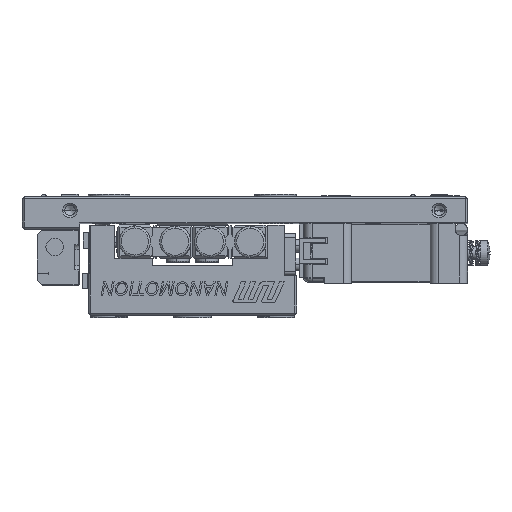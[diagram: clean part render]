
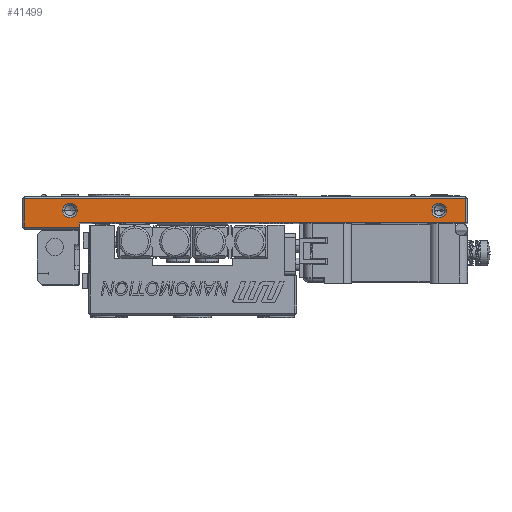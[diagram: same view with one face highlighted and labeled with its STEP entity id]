
A CAD part, top view. The second image highlights one B-rep face of the part: STEP entity #41499.
In plain terms, the highlighted planar face has unit normal (0, 0, 1).
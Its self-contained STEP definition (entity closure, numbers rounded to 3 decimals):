
#626 = EDGE_LOOP ( 'NONE', ( #75719, #88881 ) ) ;
#1932 = LINE ( 'NONE', #25175, #60670 ) ;
#2112 = AXIS2_PLACEMENT_3D ( 'NONE', #93417, #92435, #46690 ) ;
#2980 = VERTEX_POINT ( 'NONE', #43720 ) ;
#3650 = DIRECTION ( 'NONE',  ( 0., 0., 1. ) ) ;
#3775 = AXIS2_PLACEMENT_3D ( 'NONE', #96300, #3650, #11392 ) ;
#4107 = VECTOR ( 'NONE', #83673, 1000. ) ;
#5439 = LINE ( 'NONE', #87072, #13845 ) ;
#5604 = VERTEX_POINT ( 'NONE', #29669 ) ;
#7566 = VECTOR ( 'NONE', #89277, 1000. ) ;
#7615 = LINE ( 'NONE', #50130, #86556 ) ;
#8744 = CARTESIAN_POINT ( 'NONE',  ( 53., 7.9, 40. ) ) ;
#8816 = EDGE_LOOP ( 'NONE', ( #84395, #79463, #18634, #80354, #61281, #59589, #32805, #33661 ) ) ;
#9642 = VERTEX_POINT ( 'NONE', #70785 ) ;
#9702 = EDGE_CURVE ( 'NONE', #90379, #43183, #5439, .T. ) ;
#10817 = EDGE_CURVE ( 'NONE', #63041, #90379, #25712, .T. ) ;
#11392 = DIRECTION ( 'NONE',  ( 1., 0., 0. ) ) ;
#12631 = VECTOR ( 'NONE', #45101, 1000. ) ;
#13437 = EDGE_CURVE ( 'NONE', #36107, #9642, #30239, .T. ) ;
#13845 = VECTOR ( 'NONE', #72068, 1000. ) ;
#13957 = LINE ( 'NONE', #42993, #18705 ) ;
#15050 = VERTEX_POINT ( 'NONE', #39073 ) ;
#16269 = CIRCLE ( 'NONE', #49476, 1.75 ) ;
#17675 = EDGE_CURVE ( 'NONE', #5604, #2980, #67004, .T. ) ;
#18422 = DIRECTION ( 'NONE',  ( 1., 0., 0. ) ) ;
#18634 = ORIENTED_EDGE ( 'NONE', *, *, #17675, .T. ) ;
#18695 = PLANE ( 'NONE',  #43752 ) ;
#18705 = VECTOR ( 'NONE', #66111, 1000. ) ;
#20198 = CIRCLE ( 'NONE', #91480, 1.75 ) ;
#20338 = EDGE_CURVE ( 'NONE', #43183, #5604, #44746, .T. ) ;
#20341 = CARTESIAN_POINT ( 'NONE',  ( 20.89, 6.9, 40. ) ) ;
#21553 = CARTESIAN_POINT ( 'NONE',  ( 39.8, 6.9, 40. ) ) ;
#25175 = CARTESIAN_POINT ( 'NONE',  ( 53., 0., 40. ) ) ;
#25712 = LINE ( 'NONE', #21553, #4107 ) ;
#26256 = ORIENTED_EDGE ( 'NONE', *, *, #34758, .F. ) ;
#27587 = EDGE_LOOP ( 'NONE', ( #54527, #26256 ) ) ;
#29669 = CARTESIAN_POINT ( 'NONE',  ( 4.29, 6.9, 40. ) ) ;
#30179 = CIRCLE ( 'NONE', #2112, 1.75 ) ;
#30239 = CIRCLE ( 'NONE', #3775, 1.75 ) ;
#32805 = ORIENTED_EDGE ( 'NONE', *, *, #32935, .T. ) ;
#32935 = EDGE_CURVE ( 'NONE', #61645, #63041, #90277, .T. ) ;
#33661 = ORIENTED_EDGE ( 'NONE', *, *, #10817, .T. ) ;
#34758 = EDGE_CURVE ( 'NONE', #15050, #51975, #30179, .T. ) ;
#35634 = CARTESIAN_POINT ( 'NONE',  ( 53., 1., 40. ) ) ;
#36107 = VERTEX_POINT ( 'NONE', #36377 ) ;
#36377 = CARTESIAN_POINT ( 'NONE',  ( 40.25, 3.9, 40. ) ) ;
#36645 = EDGE_CURVE ( 'NONE', #85654, #71765, #13957, .T. ) ;
#39073 = CARTESIAN_POINT ( 'NONE',  ( -48.35, 3.9, 40. ) ) ;
#40949 = FACE_BOUND ( 'NONE', #27587, .T. ) ;
#41499 = ADVANCED_FACE ( 'NONE', ( #50570, #40949, #69687 ), #18695, .F. ) ;
#42535 = CARTESIAN_POINT ( 'NONE',  ( -46.6, 3.9, 40. ) ) ;
#42993 = CARTESIAN_POINT ( 'NONE',  ( 53.5, 1., 40. ) ) ;
#43183 = VERTEX_POINT ( 'NONE', #20341 ) ;
#43720 = CARTESIAN_POINT ( 'NONE',  ( -53., 6.9, 40. ) ) ;
#43752 = AXIS2_PLACEMENT_3D ( 'NONE', #87222, #87877, #49824 ) ;
#43853 = CARTESIAN_POINT ( 'NONE',  ( 0., 6.9, 40. ) ) ;
#44746 = LINE ( 'NONE', #43853, #7566 ) ;
#45101 = DIRECTION ( 'NONE',  ( -1., 0., 0. ) ) ;
#46690 = DIRECTION ( 'NONE',  ( 1., 0., 0. ) ) ;
#49476 = AXIS2_PLACEMENT_3D ( 'NONE', #42535, #79611, #18422 ) ;
#49824 = DIRECTION ( 'NONE',  ( -1., 0., 0. ) ) ;
#50130 = CARTESIAN_POINT ( 'NONE',  ( -53., 0., 40. ) ) ;
#50570 = FACE_OUTER_BOUND ( 'NONE', #8816, .T. ) ;
#51975 = VERTEX_POINT ( 'NONE', #59684 ) ;
#52454 = CARTESIAN_POINT ( 'NONE',  ( 0., 7.9, 40. ) ) ;
#54527 = ORIENTED_EDGE ( 'NONE', *, *, #60055, .F. ) ;
#55496 = CARTESIAN_POINT ( 'NONE',  ( 42., 3.9, 40. ) ) ;
#57384 = EDGE_CURVE ( 'NONE', #9642, #36107, #20198, .T. ) ;
#59589 = ORIENTED_EDGE ( 'NONE', *, *, #94576, .T. ) ;
#59684 = CARTESIAN_POINT ( 'NONE',  ( -44.85, 3.9, 40. ) ) ;
#60055 = EDGE_CURVE ( 'NONE', #51975, #15050, #16269, .T. ) ;
#60670 = VECTOR ( 'NONE', #63949, 1000. ) ;
#61281 = ORIENTED_EDGE ( 'NONE', *, *, #36645, .T. ) ;
#61645 = VERTEX_POINT ( 'NONE', #8744 ) ;
#62602 = DIRECTION ( 'NONE',  ( 1., 0., 0. ) ) ;
#63041 = VERTEX_POINT ( 'NONE', #68663 ) ;
#63949 = DIRECTION ( 'NONE',  ( 0., 1., 0. ) ) ;
#66111 = DIRECTION ( 'NONE',  ( 1., 0., 0. ) ) ;
#67004 = LINE ( 'NONE', #78029, #84867 ) ;
#68663 = CARTESIAN_POINT ( 'NONE',  ( 39.8, 7.9, 40. ) ) ;
#69687 = FACE_BOUND ( 'NONE', #626, .T. ) ;
#70785 = CARTESIAN_POINT ( 'NONE',  ( 43.75, 3.9, 40. ) ) ;
#71405 = DIRECTION ( 'NONE',  ( -1., 0., 0. ) ) ;
#71765 = VERTEX_POINT ( 'NONE', #35634 ) ;
#72068 = DIRECTION ( 'NONE',  ( -1., 0., 0. ) ) ;
#72793 = EDGE_CURVE ( 'NONE', #2980, #85654, #7615, .T. ) ;
#72890 = DIRECTION ( 'NONE',  ( 0., -1., 0. ) ) ;
#74569 = CARTESIAN_POINT ( 'NONE',  ( -53., 1., 40. ) ) ;
#75719 = ORIENTED_EDGE ( 'NONE', *, *, #57384, .F. ) ;
#78029 = CARTESIAN_POINT ( 'NONE',  ( -53.5, 6.9, 40. ) ) ;
#79463 = ORIENTED_EDGE ( 'NONE', *, *, #20338, .T. ) ;
#79611 = DIRECTION ( 'NONE',  ( 0., 0., 1. ) ) ;
#80354 = ORIENTED_EDGE ( 'NONE', *, *, #72793, .T. ) ;
#83673 = DIRECTION ( 'NONE',  ( 0., -1., 0. ) ) ;
#84395 = ORIENTED_EDGE ( 'NONE', *, *, #9702, .T. ) ;
#84867 = VECTOR ( 'NONE', #71405, 1000. ) ;
#85541 = DIRECTION ( 'NONE',  ( 0., 0., 1. ) ) ;
#85654 = VERTEX_POINT ( 'NONE', #74569 ) ;
#86556 = VECTOR ( 'NONE', #72890, 1000. ) ;
#87072 = CARTESIAN_POINT ( 'NONE',  ( 20.89, 6.9, 40. ) ) ;
#87222 = CARTESIAN_POINT ( 'NONE',  ( 0., 0., 40. ) ) ;
#87877 = DIRECTION ( 'NONE',  ( 0., 0., -1. ) ) ;
#88881 = ORIENTED_EDGE ( 'NONE', *, *, #13437, .F. ) ;
#89016 = CARTESIAN_POINT ( 'NONE',  ( 39.8, 6.9, 40. ) ) ;
#89277 = DIRECTION ( 'NONE',  ( -1., 0., 0. ) ) ;
#90277 = LINE ( 'NONE', #52454, #12631 ) ;
#90379 = VERTEX_POINT ( 'NONE', #89016 ) ;
#91480 = AXIS2_PLACEMENT_3D ( 'NONE', #55496, #85541, #62602 ) ;
#92435 = DIRECTION ( 'NONE',  ( 0., 0., 1. ) ) ;
#93417 = CARTESIAN_POINT ( 'NONE',  ( -46.6, 3.9, 40. ) ) ;
#94576 = EDGE_CURVE ( 'NONE', #71765, #61645, #1932, .T. ) ;
#96300 = CARTESIAN_POINT ( 'NONE',  ( 42., 3.9, 40. ) ) ;
